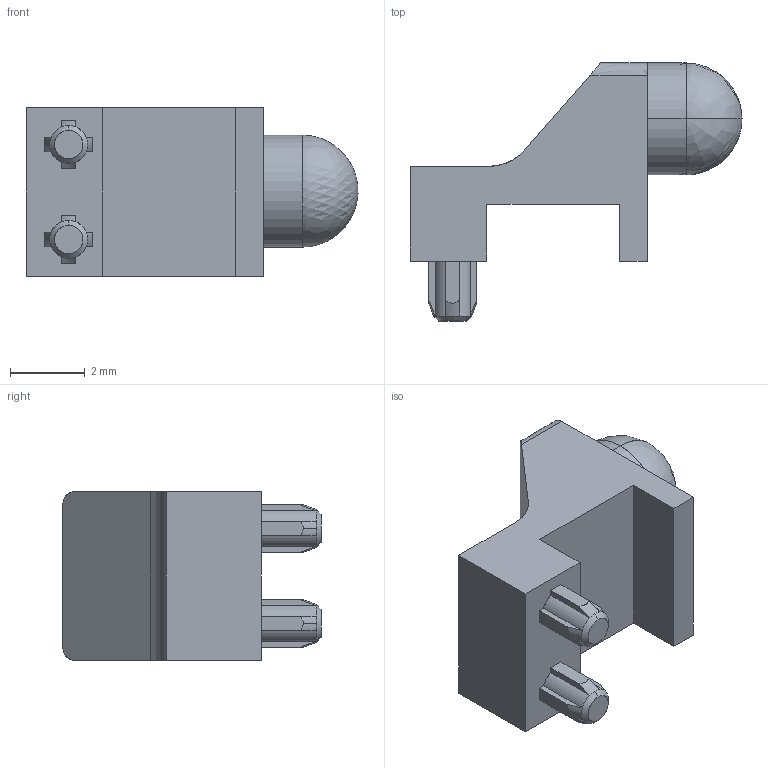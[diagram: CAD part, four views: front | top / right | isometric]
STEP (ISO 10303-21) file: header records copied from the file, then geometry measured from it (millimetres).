
FILE_DESCRIPTION(('eMachineShop Model'),'2;1');
FILE_NAME('SLP3-150-100-R_1676922379.214.step', '2022-07-01T18:54:39',('eMachineShop'),('eMachineShop'), 'eMachineShop','eMachineShop','Unknown');
FILE_SCHEMA(('AUTOMOTIVE_DESIGN { 1 0 10303 214 1 1 1 1 }'));
Length unit declared in the file: millimetre
Products named in the file (68): eMachineShop; eMachineShop.1; eMachineShop.2; eMachineShop.3; eMachineShop.4; eMachineShop.5; eMachineShop.6; eMachineShop.7; eMachineShop.8; eMachineShop.9; eMachineShop.10; eMachineShop.11; eMachineShop.12; eMachineShop.13; eMachineShop.14; eMachineShop.15; eMachineShop.16; eMachineShop.17; eMachineShop.18; eMachineShop.19; eMachineShop.20; eMachineShop.21; eMachineShop.22; eMachineShop.23; eMachineShop.24; eMachineShop.25; eMachineShop.26; eMachineShop.27; eMachineShop.28; eMachineShop.29; eMachineShop.30; eMachineShop.31; eMachineShop.32; eMachineShop.33; eMachineShop.34; eMachineShop.35; eMachineShop.36; eMachineShop.37; eMachineShop.38; eMachineShop.39 ...
Assembly tree (67 placements, depth 2):
  eMachineShop
    eMachineShop.1
    eMachineShop.2
    eMachineShop.3
    eMachineShop.4
    eMachineShop.5
    eMachineShop.6
    eMachineShop.7
    eMachineShop.8
    eMachineShop.9
    eMachineShop.10
    eMachineShop.11
    eMachineShop.12
    eMachineShop.13
    eMachineShop.14
    eMachineShop.15
    eMachineShop.16
    eMachineShop.17
    eMachineShop.18
    eMachineShop.19
    eMachineShop.20
    eMachineShop.21
    eMachineShop.22
    eMachineShop.23
    eMachineShop.24
    eMachineShop.25
    eMachineShop.26
    eMachineShop.27
    eMachineShop.28
    eMachineShop.29
    eMachineShop.30
    eMachineShop.31
    eMachineShop.32
    eMachineShop.33
    eMachineShop.34
    eMachineShop.35
    eMachineShop.36
    eMachineShop.37
    eMachineShop.38
    eMachineShop.39
    eMachineShop.40
    eMachineShop.41
    eMachineShop.42
    eMachineShop.43
    eMachineShop.44
    eMachineShop.45
    eMachineShop.46
    eMachineShop.47
    eMachineShop.48
    eMachineShop.49
    eMachineShop.50
    eMachineShop.51
    eMachineShop.52
    eMachineShop.53
    eMachineShop.54
    eMachineShop.55
    eMachineShop.56
    eMachineShop.57
    eMachineShop.58
    eMachineShop.59
Bounding box: 8.89 x 6.91 x 4.52 mm (x, y, z)
Surface area: 204.3 mm2 (no closed solid volume)
Topology: 0 solids, 67 shells, 67 faces, 445 edges, 440 vertices
Faces by surface type: bspline 38, revolution 29
Entity records: 8536 total; most frequent: CARTESIAN_POINT 2697, B_SPLINE_CURVE_WITH_KNOTS 625, DIRECTION 522, ORIENTED_EDGE 443, EDGE_CURVE 443, SURFACE_CURVE 443, PCURVE 443, DEFINITIONAL_REPRESENTATION 443
